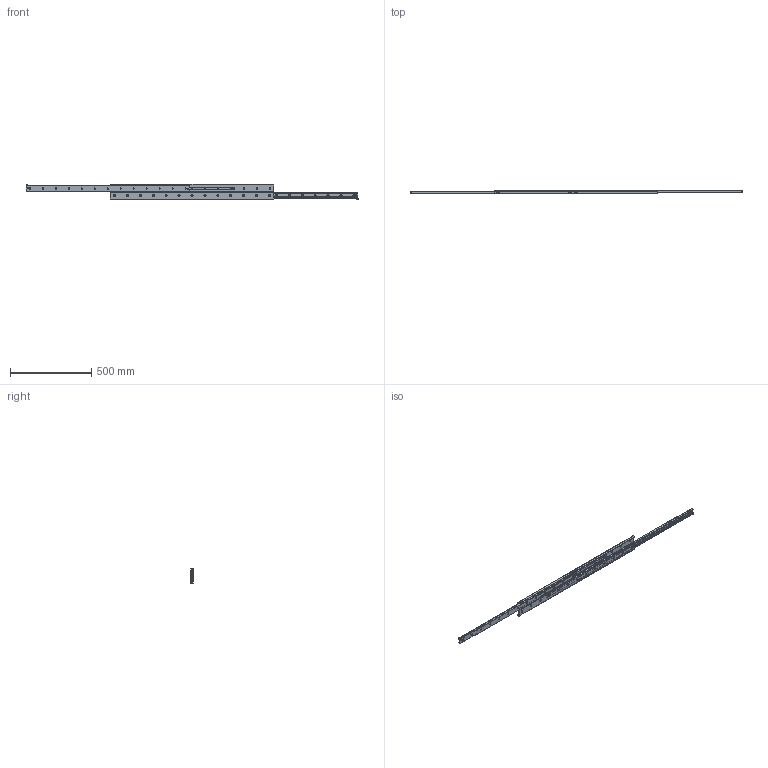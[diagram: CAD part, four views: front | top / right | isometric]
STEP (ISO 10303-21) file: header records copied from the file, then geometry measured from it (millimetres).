
FILE_DESCRIPTION((''),'2;1');
FILE_NAME('LCAS 35.E-1010.stp','2016-01-15T09:40:51',('MRathmann'),(''),'Autodesk Inventor 2012','Autodesk Inventor 2012','');
FILE_SCHEMA(('CONFIG_CONTROL_DESIGN'));
Length unit declared in the file: millimetre
Products named in the file (11): LCAS 35.E-1010.iam (Detailgenauigkeit1); ZP 35-1010.S; LCN 35-1010; LLMG 35-0770; KF.LCA 35-0488.GZ; + AP.L 35; # SP.L 35-5,5; + SP.L 35; + AG.L 28H-4,5; + AS.L 35 5x3,2; + VKB.L 35 5x10
Assembly tree (26 placements, depth 3):
  LCAS 35.E-1010.iam (Detailgenauigkeit1)
    ZP 35-1010.S
    LCN 35-1010  x2
    LLMG 35-0770  x2
    KF.LCA 35-0488.GZ  x2
    + AP.L 35  x4
    # SP.L 35-5,5  x4
      + SP.L 35
      + AG.L 28H-4,5
    + AS.L 35 5x3,2  x4
    + VKB.L 35 5x10  x4
Bounding box: 2049 x 22.5 x 97 mm (x, y, z)
Volume: 1102384 mm3; surface area: 719723.7 mm2
Topology: 31 solids, 31 shells, 788 faces, 2014 edges, 1284 vertices
Faces by surface type: plane 444, cylinder 236, cone 108
Full cylindrical faces by diameter (mm): 0.3 x8, 2.459 x3, 3 x20, 3.242 x7, 4 x8, 4.2 x4, 4.5 x4, 4.8 x4, 4.917 x20, 5 x12, 6 x4, 6.6 x26, 7.5 x26, 8 x4
Entity records: 10386 total; most frequent: CARTESIAN_POINT 1795, DIRECTION 1788, ORIENTED_EDGE 1434, EDGE_CURVE 717, AXIS2_PLACEMENT_3D 702, EDGE_LOOP 642, VERTEX_POINT 533, VECTOR 384
